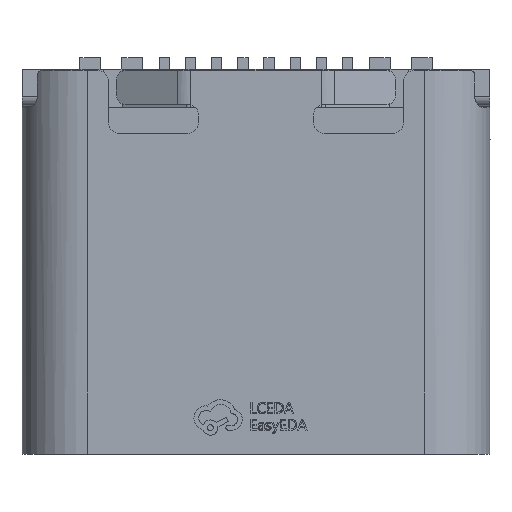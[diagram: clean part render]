
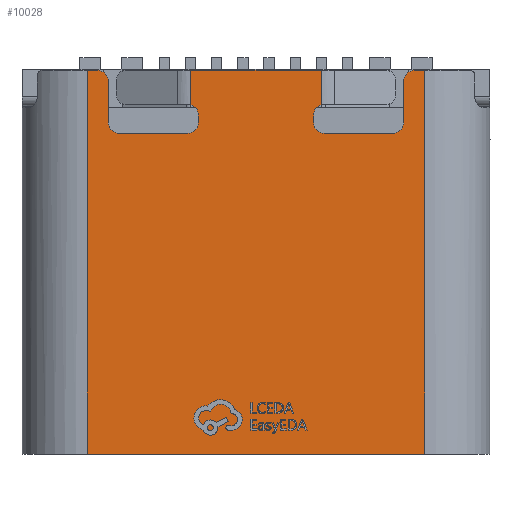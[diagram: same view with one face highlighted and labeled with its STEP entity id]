
A CAD part, top view. The second image highlights one B-rep face of the part: STEP entity #10028.
In plain terms, the highlighted planar face has unit normal (0, 0, 1).
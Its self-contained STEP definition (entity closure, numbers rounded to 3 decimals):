
#496=FACE_OUTER_BOUND('',#1027,.T.);
#1027=EDGE_LOOP('',(#6365,#6366,#6367,#6368,#6369,#6370,#6371,#6372,#6373,
#6374,#6375,#6376,#6377,#6378,#6379,#6380,#6381,#6382,#6383,#6384,#6385,
#6386));
#1576=CIRCLE('',#10625,0.2);
#1577=CIRCLE('',#10626,0.2);
#1578=CIRCLE('',#10627,0.2);
#1579=CIRCLE('',#10628,0.2);
#1580=CIRCLE('',#10629,0.2);
#1581=CIRCLE('',#10630,0.2);
#1582=CIRCLE('',#10631,0.2);
#1583=CIRCLE('',#10632,0.2);
#1745=LINE('',#13883,#2824);
#1750=LINE('',#13897,#2829);
#1759=LINE('',#13942,#2838);
#1760=LINE('',#13944,#2839);
#1761=LINE('',#13948,#2840);
#1762=LINE('',#13952,#2841);
#1763=LINE('',#13956,#2842);
#1764=LINE('',#13960,#2843);
#1765=LINE('',#13962,#2844);
#1766=LINE('',#13964,#2845);
#1767=LINE('',#13965,#2846);
#1768=LINE('',#13969,#2847);
#1769=LINE('',#13973,#2848);
#1770=LINE('',#13977,#2849);
#2824=VECTOR('',#11309,1.);
#2829=VECTOR('',#11320,1.);
#2838=VECTOR('',#11351,1.);
#2839=VECTOR('',#11352,1.);
#2840=VECTOR('',#11355,1.);
#2841=VECTOR('',#11358,1.);
#2842=VECTOR('',#11361,1.);
#2843=VECTOR('',#11364,1.);
#2844=VECTOR('',#11365,1.);
#2845=VECTOR('',#11366,1.);
#2846=VECTOR('',#11367,1.);
#2847=VECTOR('',#11370,1.);
#2848=VECTOR('',#11373,1.);
#2849=VECTOR('',#11378,1.);
#3917=VERTEX_POINT('',#13880);
#3918=VERTEX_POINT('',#13882);
#3920=VERTEX_POINT('',#13887);
#3924=VERTEX_POINT('',#13895);
#3938=VERTEX_POINT('',#13940);
#3939=VERTEX_POINT('',#13941);
#3940=VERTEX_POINT('',#13943);
#3941=VERTEX_POINT('',#13945);
#3942=VERTEX_POINT('',#13947);
#3943=VERTEX_POINT('',#13949);
#3944=VERTEX_POINT('',#13951);
#3945=VERTEX_POINT('',#13953);
#3946=VERTEX_POINT('',#13955);
#3947=VERTEX_POINT('',#13957);
#3948=VERTEX_POINT('',#13959);
#3949=VERTEX_POINT('',#13961);
#3950=VERTEX_POINT('',#13963);
#3951=VERTEX_POINT('',#13966);
#3952=VERTEX_POINT('',#13968);
#3953=VERTEX_POINT('',#13970);
#3954=VERTEX_POINT('',#13972);
#3955=VERTEX_POINT('',#13975);
#4883=EDGE_CURVE('',#3918,#3917,#1745,.T.);
#4890=EDGE_CURVE('',#3920,#3924,#1750,.T.);
#4906=EDGE_CURVE('',#3938,#3939,#1759,.T.);
#4907=EDGE_CURVE('',#3940,#3939,#1760,.T.);
#4908=EDGE_CURVE('',#3941,#3940,#1576,.T.);
#4909=EDGE_CURVE('',#3942,#3941,#1761,.T.);
#4910=EDGE_CURVE('',#3943,#3942,#1577,.T.);
#4911=EDGE_CURVE('',#3943,#3944,#1762,.T.);
#4912=EDGE_CURVE('',#3945,#3944,#1578,.T.);
#4913=EDGE_CURVE('',#3945,#3946,#1763,.T.);
#4914=EDGE_CURVE('',#3947,#3946,#1579,.T.);
#4915=EDGE_CURVE('',#3948,#3947,#1764,.T.);
#4916=EDGE_CURVE('',#3948,#3949,#1765,.T.);
#4917=EDGE_CURVE('',#3950,#3949,#1766,.T.);
#4918=EDGE_CURVE('',#3920,#3950,#1767,.T.);
#4919=EDGE_CURVE('',#3924,#3951,#1580,.T.);
#4920=EDGE_CURVE('',#3952,#3951,#1768,.T.);
#4921=EDGE_CURVE('',#3952,#3953,#1581,.T.);
#4922=EDGE_CURVE('',#3954,#3953,#1769,.T.);
#4923=EDGE_CURVE('',#3954,#3918,#1582,.T.);
#4924=EDGE_CURVE('',#3917,#3955,#1583,.T.);
#4925=EDGE_CURVE('',#3955,#3938,#1770,.T.);
#6365=ORIENTED_EDGE('',*,*,#4906,.T.);
#6366=ORIENTED_EDGE('',*,*,#4907,.F.);
#6367=ORIENTED_EDGE('',*,*,#4908,.F.);
#6368=ORIENTED_EDGE('',*,*,#4909,.F.);
#6369=ORIENTED_EDGE('',*,*,#4910,.F.);
#6370=ORIENTED_EDGE('',*,*,#4911,.T.);
#6371=ORIENTED_EDGE('',*,*,#4912,.F.);
#6372=ORIENTED_EDGE('',*,*,#4913,.T.);
#6373=ORIENTED_EDGE('',*,*,#4914,.F.);
#6374=ORIENTED_EDGE('',*,*,#4915,.F.);
#6375=ORIENTED_EDGE('',*,*,#4916,.T.);
#6376=ORIENTED_EDGE('',*,*,#4917,.F.);
#6377=ORIENTED_EDGE('',*,*,#4918,.F.);
#6378=ORIENTED_EDGE('',*,*,#4890,.T.);
#6379=ORIENTED_EDGE('',*,*,#4919,.T.);
#6380=ORIENTED_EDGE('',*,*,#4920,.F.);
#6381=ORIENTED_EDGE('',*,*,#4921,.T.);
#6382=ORIENTED_EDGE('',*,*,#4922,.F.);
#6383=ORIENTED_EDGE('',*,*,#4923,.T.);
#6384=ORIENTED_EDGE('',*,*,#4883,.T.);
#6385=ORIENTED_EDGE('',*,*,#4924,.T.);
#6386=ORIENTED_EDGE('',*,*,#4925,.T.);
#9199=PLANE('',#10624);
#10028=ADVANCED_FACE('',(#496),#9199,.T.);
#10624=AXIS2_PLACEMENT_3D('',#13939,#11349,#11350);
#10625=AXIS2_PLACEMENT_3D('',#13946,#11353,#11354);
#10626=AXIS2_PLACEMENT_3D('',#13950,#11356,#11357);
#10627=AXIS2_PLACEMENT_3D('',#13954,#11359,#11360);
#10628=AXIS2_PLACEMENT_3D('',#13958,#11362,#11363);
#10629=AXIS2_PLACEMENT_3D('',#13967,#11368,#11369);
#10630=AXIS2_PLACEMENT_3D('',#13971,#11371,#11372);
#10631=AXIS2_PLACEMENT_3D('',#13974,#11374,#11375);
#10632=AXIS2_PLACEMENT_3D('',#13976,#11376,#11377);
#11309=DIRECTION('',(0.,1.,0.));
#11320=DIRECTION('',(-1.,0.,0.));
#11349=DIRECTION('center_axis',(0.,0.,1.));
#11350=DIRECTION('ref_axis',(0.,-1.,0.));
#11351=DIRECTION('',(-1.,0.,0.));
#11352=DIRECTION('',(0.,1.,0.));
#11353=DIRECTION('center_axis',(0.,0.,1.));
#11354=DIRECTION('ref_axis',(0.,-1.,0.));
#11355=DIRECTION('',(0.,1.,0.));
#11356=DIRECTION('center_axis',(0.,0.,1.));
#11357=DIRECTION('ref_axis',(0.,-1.,0.));
#11358=DIRECTION('',(-1.,0.,0.));
#11359=DIRECTION('center_axis',(0.,0.,1.));
#11360=DIRECTION('ref_axis',(0.,-1.,0.));
#11361=DIRECTION('',(0.,1.,0.));
#11362=DIRECTION('center_axis',(0.,0.,-1.));
#11363=DIRECTION('ref_axis',(0.,-1.,0.));
#11364=DIRECTION('',(1.,0.,0.));
#11365=DIRECTION('',(0.,-1.,0.));
#11366=DIRECTION('',(-1.,0.,0.));
#11367=DIRECTION('',(0.,-1.,0.));
#11368=DIRECTION('center_axis',(0.,0.,1.));
#11369=DIRECTION('ref_axis',(0.,-1.,0.));
#11370=DIRECTION('',(0.,1.,0.));
#11371=DIRECTION('center_axis',(0.,0.,-1.));
#11372=DIRECTION('ref_axis',(0.,-1.,0.));
#11373=DIRECTION('',(1.,0.,0.));
#11374=DIRECTION('center_axis',(0.,0.,-1.));
#11375=DIRECTION('ref_axis',(0.,-1.,0.));
#11376=DIRECTION('center_axis',(0.,0.,-1.));
#11377=DIRECTION('ref_axis',(0.,-1.,0.));
#11378=DIRECTION('',(0.,1.,0.));
#13880=CARTESIAN_POINT('',(1.1,1.49,3.26));
#13882=CARTESIAN_POINT('',(1.1,1.34,3.26));
#13883=CARTESIAN_POINT('',(1.1,1.14,3.26));
#13887=CARTESIAN_POINT('',(3.22,2.34,3.26));
#13895=CARTESIAN_POINT('',(3.02,2.34,3.26));
#13897=CARTESIAN_POINT('',(-3.22,2.34,3.26));
#13939=CARTESIAN_POINT('Origin',(-3.22,2.34,3.26));
#13940=CARTESIAN_POINT('',(1.246,2.34,3.26));
#13941=CARTESIAN_POINT('',(-1.246,2.34,3.26));
#13942=CARTESIAN_POINT('',(-1.1,2.34,3.26));
#13943=CARTESIAN_POINT('',(-1.246,1.683,3.26));
#13944=CARTESIAN_POINT('',(-1.246,1.69,3.26));
#13945=CARTESIAN_POINT('',(-1.1,1.49,3.26));
#13946=CARTESIAN_POINT('Origin',(-1.3,1.49,3.26));
#13947=CARTESIAN_POINT('',(-1.1,1.34,3.26));
#13948=CARTESIAN_POINT('',(-1.1,1.14,3.26));
#13949=CARTESIAN_POINT('',(-1.3,1.14,3.26));
#13950=CARTESIAN_POINT('Origin',(-1.3,1.34,3.26));
#13951=CARTESIAN_POINT('',(-2.62,1.14,3.26));
#13952=CARTESIAN_POINT('',(-2.82,1.14,3.26));
#13953=CARTESIAN_POINT('',(-2.82,1.34,3.26));
#13954=CARTESIAN_POINT('Origin',(-2.62,1.34,3.26));
#13955=CARTESIAN_POINT('',(-2.82,2.14,3.26));
#13956=CARTESIAN_POINT('',(-2.82,2.34,3.26));
#13957=CARTESIAN_POINT('',(-3.02,2.34,3.26));
#13958=CARTESIAN_POINT('Origin',(-3.02,2.14,3.26));
#13959=CARTESIAN_POINT('',(-3.22,2.34,3.26));
#13960=CARTESIAN_POINT('',(3.22,2.34,3.26));
#13961=CARTESIAN_POINT('',(-3.22,-4.99,3.26));
#13962=CARTESIAN_POINT('',(-3.22,2.34,3.26));
#13963=CARTESIAN_POINT('',(3.22,-4.99,3.26));
#13964=CARTESIAN_POINT('',(-3.22,-4.99,3.26));
#13965=CARTESIAN_POINT('',(3.22,2.34,3.26));
#13966=CARTESIAN_POINT('',(2.82,2.14,3.26));
#13967=CARTESIAN_POINT('Origin',(3.02,2.14,3.26));
#13968=CARTESIAN_POINT('',(2.82,1.34,3.26));
#13969=CARTESIAN_POINT('',(2.82,2.34,3.26));
#13970=CARTESIAN_POINT('',(2.62,1.14,3.26));
#13971=CARTESIAN_POINT('Origin',(2.62,1.34,3.26));
#13972=CARTESIAN_POINT('',(1.3,1.14,3.26));
#13973=CARTESIAN_POINT('',(2.82,1.14,3.26));
#13974=CARTESIAN_POINT('Origin',(1.3,1.34,3.26));
#13975=CARTESIAN_POINT('',(1.246,1.683,3.26));
#13976=CARTESIAN_POINT('Origin',(1.3,1.49,3.26));
#13977=CARTESIAN_POINT('',(1.246,1.69,3.26));
